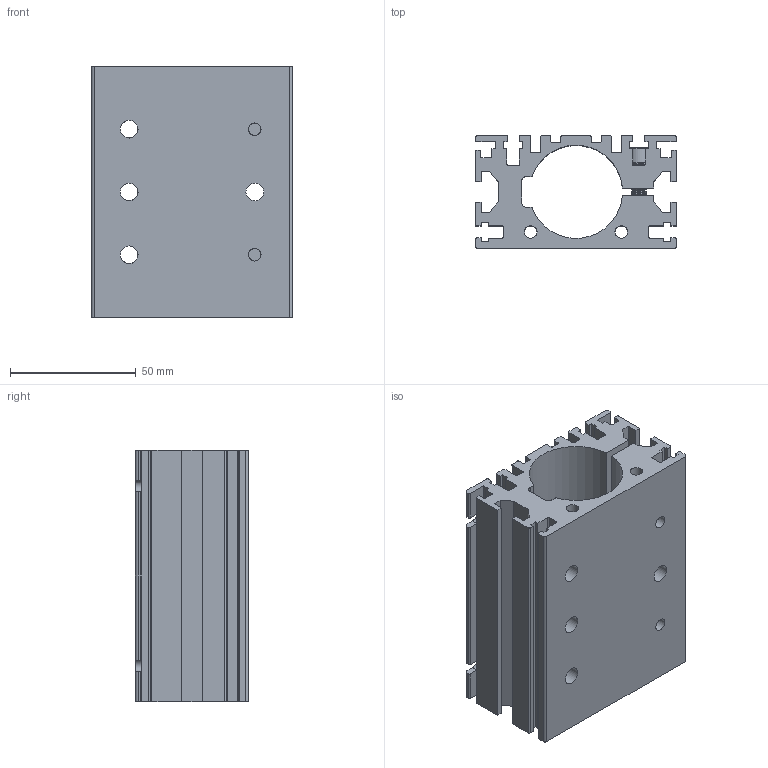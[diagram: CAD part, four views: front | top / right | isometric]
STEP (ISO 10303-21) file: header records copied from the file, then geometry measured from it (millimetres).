
FILE_DESCRIPTION (( 'STEP AP214' ), '1' );
FILE_NAME ('0186-0102_200430_PF02-37x100.STEP', '2020-04-30T13:06:41', ( '' ), ( '' ), 'SwSTEP 2.0', 'SolidWorks 2020', '' );
FILE_SCHEMA (( 'AUTOMOTIVE_DESIGN' ));
Length unit declared in the file: millimetre
Products named in the file (4): 0230-0656_Spann-Scheibe_ 6-4(M6); 0186-0102_200430_PF02-37x100; 0160-0037_Zyl.-Schr._i-6kt_M6x30_8.8_v-b; 0180-0077_PF02-37_PF02-37x100
Assembly tree (7 placements, depth 2):
  0186-0102_200430_PF02-37x100
    0180-0077_PF02-37_PF02-37x100
    0230-0656_Spann-Scheibe_ 6-4(M6)  x4
    0160-0037_Zyl.-Schr._i-6kt_M6x30_8.8_v-b  x2
Bounding box: 80 x 45 x 100 mm (x, y, z)
Volume: 166801.3 mm3; surface area: 76671.8 mm2
Topology: 7 solids, 7 shells, 562 faces, 1433 edges, 875 vertices
Faces by surface type: plane 248, cylinder 182, cone 128, torus 4
Full cylindrical faces by diameter (mm): 5 x4, 6 x56, 7 x6, 10 x2, 11 x2
Entity records: 13400 total; most frequent: CARTESIAN_POINT 2597, DIRECTION 2242, ORIENTED_EDGE 2124, EDGE_CURVE 1062, AXIS2_PLACEMENT_3D 791, VERTEX_POINT 726, LINE 660, VECTOR 660
